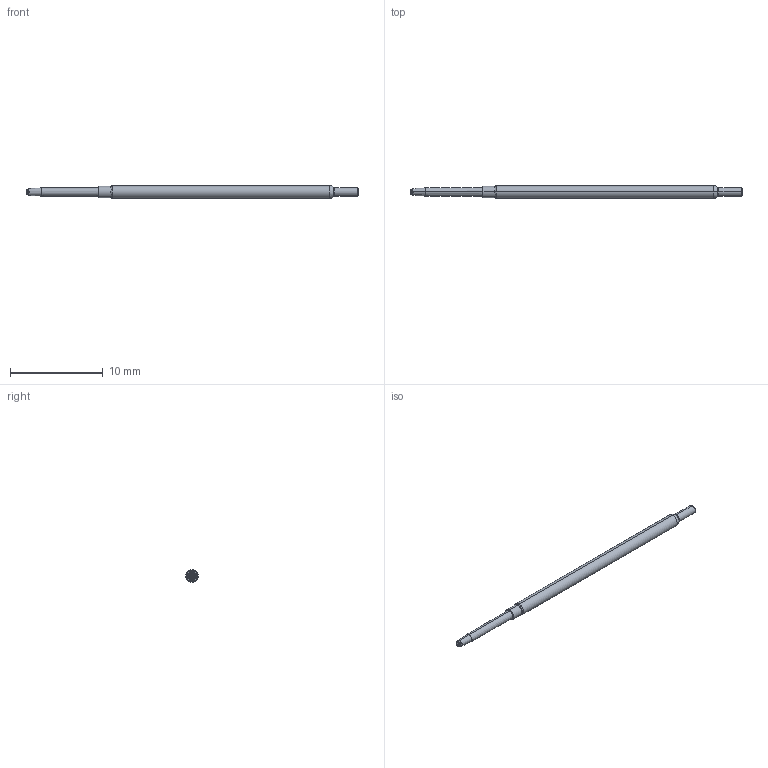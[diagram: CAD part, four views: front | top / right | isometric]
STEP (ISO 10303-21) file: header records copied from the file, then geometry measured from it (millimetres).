
FILE_DESCRIPTION (( 'STEP AP214' ), '1' );
FILE_NAME ('X75-PRP25B9_.STEP', '2016-04-12T17:02:38', ( 'spare' ), ( '' ), 'SwSTEP 2.0', 'SolidWorks 2016', '' );
FILE_SCHEMA (( 'AUTOMOTIVE_DESIGN' ));
Length unit declared in the file: inch
Products named in the file (1): X75-PRP25B9_
Bounding box: 35.81 x 1.37 x 1.37 mm (x, y, z)
Volume: 43.4 mm3; surface area: 139.6 mm2
Topology: 1 solids, 1 shells, 167 faces, 414 edges, 250 vertices
Faces by surface type: bspline 92, cone 58, torus 8, cylinder 6, plane 3
Entity records: 9221 total; most frequent: CARTESIAN_POINT 3816, ORIENTED_EDGE 828, DIRECTION 476, EDGE_CURVE 414, VERTEX_POINT 250, AXIS2_PLACEMENT_3D 230, B_SPLINE_CURVE_WITH_KNOTS 228, LENGTH_MEASURE_WITH_UNIT 170
